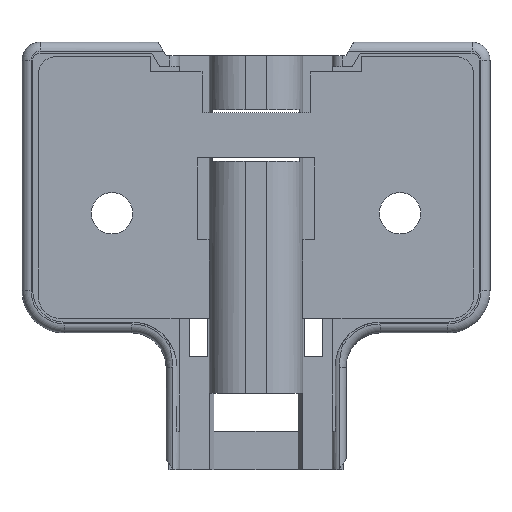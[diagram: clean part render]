
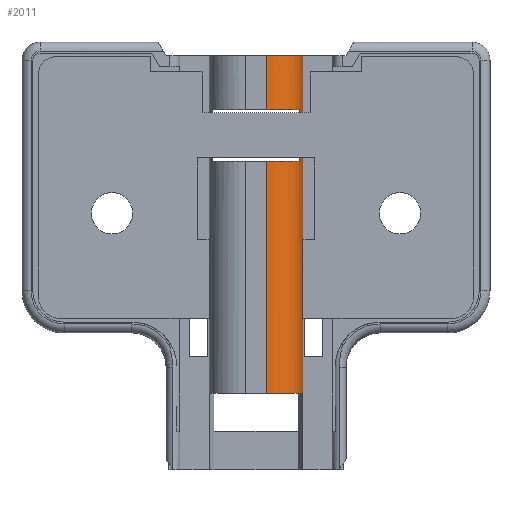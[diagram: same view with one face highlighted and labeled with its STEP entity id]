
A CAD part, front view. The second image highlights one B-rep face of the part: STEP entity #2011.
In plain terms, the highlighted cylindrical face has radius 3.993 mm (diameter 7.986 mm), a partial arc.
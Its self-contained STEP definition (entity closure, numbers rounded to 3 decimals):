
#99 = DIRECTION ( 'NONE',  ( 0., 0., -1. ) ) ;
#170 = CARTESIAN_POINT ( 'NONE',  ( 1.197, 3.993, -17.5 ) ) ;
#195 = CARTESIAN_POINT ( 'NONE',  ( 1.197, 3.993, -36.888 ) ) ;
#311 = CARTESIAN_POINT ( 'NONE',  ( 1.197, 0., 14. ) ) ;
#412 = ORIENTED_EDGE ( 'NONE', *, *, #1969, .T. ) ;
#564 = DIRECTION ( 'NONE',  ( 1., 0., 0. ) ) ;
#871 = CARTESIAN_POINT ( 'NONE',  ( 5.185, 3.8, 20. ) ) ;
#957 = ORIENTED_EDGE ( 'NONE', *, *, #2850, .F. ) ;
#1130 = ORIENTED_EDGE ( 'NONE', *, *, #1357, .F. ) ;
#1180 = EDGE_LOOP ( 'NONE', ( #1401, #5225, #957, #5803, #2617, #412, #1130, #1334 ) ) ;
#1236 = CARTESIAN_POINT ( 'NONE',  ( 5.185, 3.8, -36.888 ) ) ;
#1314 = CIRCLE ( 'NONE', #4708, 3.993 ) ;
#1334 = ORIENTED_EDGE ( 'NONE', *, *, #3155, .F. ) ;
#1346 = CARTESIAN_POINT ( 'NONE',  ( 1.197, 3.993, 8.3 ) ) ;
#1357 = EDGE_CURVE ( 'NONE', #6855, #6085, #1314, .T. ) ;
#1401 = ORIENTED_EDGE ( 'NONE', *, *, #2536, .F. ) ;
#1619 = CIRCLE ( 'NONE', #4781, 3.993 ) ;
#1720 = CARTESIAN_POINT ( 'NONE',  ( 4.8, 2.273, -36.888 ) ) ;
#1748 = DIRECTION ( 'NONE',  ( -1., 0., 0. ) ) ;
#1841 = LINE ( 'NONE', #4004, #2575 ) ;
#1862 = CARTESIAN_POINT ( 'NONE',  ( 4.8, 2.273, 8.3 ) ) ;
#1916 = VECTOR ( 'NONE', #3318, 1000. ) ;
#1969 = EDGE_CURVE ( 'NONE', #2472, #6085, #3335, .T. ) ;
#2011 = ADVANCED_FACE ( 'NONE', ( #2903 ), #2371, .T. ) ;
#2028 = CARTESIAN_POINT ( 'NONE',  ( 1.197, 3.993, 20. ) ) ;
#2086 = CARTESIAN_POINT ( 'NONE',  ( 1.197, 0., -30. ) ) ;
#2220 = CARTESIAN_POINT ( 'NONE',  ( 1.197, 0., 8.3 ) ) ;
#2371 = CYLINDRICAL_SURFACE ( 'NONE', #2393, 3.993 ) ;
#2393 = AXIS2_PLACEMENT_3D ( 'NONE', #195, #5600, #3435 ) ;
#2426 = CARTESIAN_POINT ( 'NONE',  ( 1.197, 0., 20. ) ) ;
#2472 = VERTEX_POINT ( 'NONE', #6929 ) ;
#2536 = EDGE_CURVE ( 'NONE', #5118, #2864, #6878, .T. ) ;
#2575 = VECTOR ( 'NONE', #5637, 1000. ) ;
#2617 = ORIENTED_EDGE ( 'NONE', *, *, #4354, .F. ) ;
#2704 = CARTESIAN_POINT ( 'NONE',  ( 1.197, 0., -17.5 ) ) ;
#2850 = EDGE_CURVE ( 'NONE', #6214, #6843, #5171, .T. ) ;
#2864 = VERTEX_POINT ( 'NONE', #311 ) ;
#2903 = FACE_OUTER_BOUND ( 'NONE', #1180, .T. ) ;
#2985 = DIRECTION ( 'NONE',  ( -1., 0., 0. ) ) ;
#3155 = EDGE_CURVE ( 'NONE', #2864, #6855, #1841, .T. ) ;
#3318 = DIRECTION ( 'NONE',  ( 0., 0., 1. ) ) ;
#3335 = LINE ( 'NONE', #1236, #3526 ) ;
#3377 = AXIS2_PLACEMENT_3D ( 'NONE', #5252, #5216, #4152 ) ;
#3402 = DIRECTION ( 'NONE',  ( 0., 0., 1. ) ) ;
#3435 = DIRECTION ( 'NONE',  ( 1., 0., 0. ) ) ;
#3526 = VECTOR ( 'NONE', #3402, 1000. ) ;
#3805 = EDGE_CURVE ( 'NONE', #6843, #5118, #4374, .T. ) ;
#4004 = CARTESIAN_POINT ( 'NONE',  ( 1.197, 0., -30. ) ) ;
#4091 = CARTESIAN_POINT ( 'NONE',  ( 4.8, 2.273, 14. ) ) ;
#4102 = LINE ( 'NONE', #2086, #5269 ) ;
#4134 = DIRECTION ( 'NONE',  ( 0., 0., 1. ) ) ;
#4146 = DIRECTION ( 'NONE',  ( 0., 0., 1. ) ) ;
#4152 = DIRECTION ( 'NONE',  ( 1., 0., 0. ) ) ;
#4354 = EDGE_CURVE ( 'NONE', #2472, #5690, #1619, .T. ) ;
#4374 = LINE ( 'NONE', #1720, #1916 ) ;
#4708 = AXIS2_PLACEMENT_3D ( 'NONE', #2028, #4788, #564 ) ;
#4781 = AXIS2_PLACEMENT_3D ( 'NONE', #170, #99, #1748 ) ;
#4788 = DIRECTION ( 'NONE',  ( 0., 0., 1. ) ) ;
#5118 = VERTEX_POINT ( 'NONE', #4091 ) ;
#5171 = CIRCLE ( 'NONE', #6204, 3.993 ) ;
#5216 = DIRECTION ( 'NONE',  ( 0., 0., -1. ) ) ;
#5225 = ORIENTED_EDGE ( 'NONE', *, *, #3805, .F. ) ;
#5252 = CARTESIAN_POINT ( 'NONE',  ( 1.197, 3.993, 14. ) ) ;
#5269 = VECTOR ( 'NONE', #4134, 1000. ) ;
#5600 = DIRECTION ( 'NONE',  ( 0., 0., 1. ) ) ;
#5637 = DIRECTION ( 'NONE',  ( 0., 0., 1. ) ) ;
#5690 = VERTEX_POINT ( 'NONE', #2704 ) ;
#5803 = ORIENTED_EDGE ( 'NONE', *, *, #6097, .F. ) ;
#6085 = VERTEX_POINT ( 'NONE', #871 ) ;
#6097 = EDGE_CURVE ( 'NONE', #5690, #6214, #4102, .T. ) ;
#6204 = AXIS2_PLACEMENT_3D ( 'NONE', #1346, #4146, #2985 ) ;
#6214 = VERTEX_POINT ( 'NONE', #2220 ) ;
#6843 = VERTEX_POINT ( 'NONE', #1862 ) ;
#6855 = VERTEX_POINT ( 'NONE', #2426 ) ;
#6878 = CIRCLE ( 'NONE', #3377, 3.993 ) ;
#6929 = CARTESIAN_POINT ( 'NONE',  ( 5.185, 3.8, -17.5 ) ) ;
